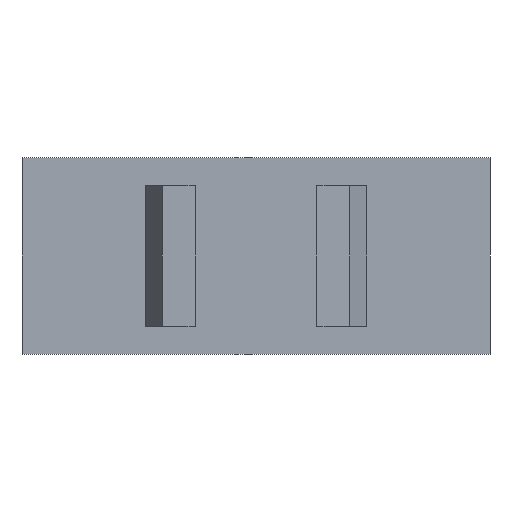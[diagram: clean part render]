
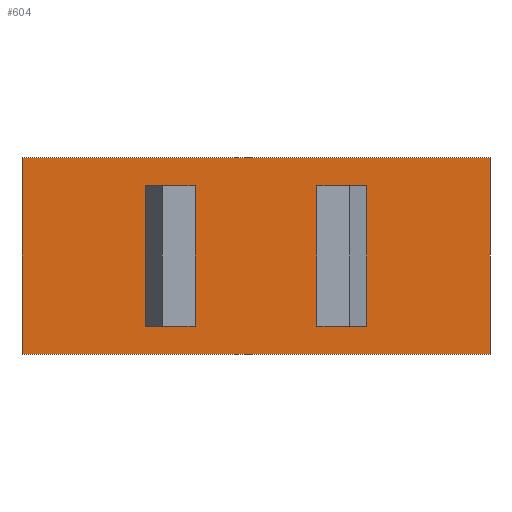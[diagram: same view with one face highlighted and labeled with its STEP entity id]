
A CAD part, front view. The second image highlights one B-rep face of the part: STEP entity #604.
In plain terms, the highlighted planar face has unit normal (0, -1, 0).
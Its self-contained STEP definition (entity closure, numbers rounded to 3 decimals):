
#58=DIRECTION('',(-1.,0.,0.));
#59=VECTOR('',#58,0.7);
#60=CARTESIAN_POINT('',(57.743,41.445,1.5));
#61=LINE('',#60,#59);
#121=DIRECTION('',(0.,0.,1.));
#122=VECTOR('',#121,3.);
#123=CARTESIAN_POINT('',(57.743,41.445,-1.5));
#124=LINE('',#123,#122);
#135=DIRECTION('',(1.,0.,0.));
#136=VECTOR('',#135,10.);
#137=CARTESIAN_POINT('',(54.043,41.445,-2.1));
#138=LINE('',#137,#136);
#142=DIRECTION('',(0.,0.,-1.));
#143=VECTOR('',#142,4.2);
#144=CARTESIAN_POINT('',(54.043,41.445,2.1));
#145=LINE('',#144,#143);
#149=DIRECTION('',(-1.,0.,0.));
#150=VECTOR('',#149,0.7);
#151=CARTESIAN_POINT('',(57.743,41.445,-1.5));
#152=LINE('',#151,#150);
#156=DIRECTION('',(0.,0.,-1.));
#157=VECTOR('',#156,3.);
#158=CARTESIAN_POINT('',(61.043,41.445,1.5));
#159=LINE('',#158,#157);
#163=DIRECTION('',(1.,0.,0.));
#164=VECTOR('',#163,0.7);
#165=CARTESIAN_POINT('',(60.343,41.445,1.5));
#166=LINE('',#165,#164);
#170=DIRECTION('',(0.,0.,1.));
#171=VECTOR('',#170,3.);
#172=CARTESIAN_POINT('',(60.343,41.445,-1.5));
#173=LINE('',#172,#171);
#191=DIRECTION('',(0.,0.,-1.));
#192=VECTOR('',#191,4.2);
#193=CARTESIAN_POINT('',(64.043,41.445,2.1));
#194=LINE('',#193,#192);
#226=DIRECTION('',(1.,0.,0.));
#227=VECTOR('',#226,10.);
#228=CARTESIAN_POINT('',(54.043,41.445,2.1));
#229=LINE('',#228,#227);
#247=DIRECTION('',(0.,0.,-1.));
#248=VECTOR('',#247,3.);
#249=CARTESIAN_POINT('',(57.043,41.445,1.5));
#250=LINE('',#249,#248);
#275=DIRECTION('',(1.,0.,0.));
#276=VECTOR('',#275,0.7);
#277=CARTESIAN_POINT('',(60.343,41.445,-1.5));
#278=LINE('',#277,#276);
#377=CARTESIAN_POINT('',(57.043,41.445,1.5));
#378=VERTEX_POINT('',#377);
#379=CARTESIAN_POINT('',(57.743,41.445,1.5));
#380=VERTEX_POINT('',#379);
#391=CARTESIAN_POINT('',(57.743,41.445,-1.5));
#392=VERTEX_POINT('',#391);
#393=CARTESIAN_POINT('',(57.043,41.445,-1.5));
#394=VERTEX_POINT('',#393);
#397=CARTESIAN_POINT('',(54.043,41.445,-2.1));
#398=CARTESIAN_POINT('',(64.043,41.445,-2.1));
#399=VERTEX_POINT('',#397);
#400=VERTEX_POINT('',#398);
#401=CARTESIAN_POINT('',(54.043,41.445,2.1));
#402=VERTEX_POINT('',#401);
#403=CARTESIAN_POINT('',(64.043,41.445,2.1));
#404=VERTEX_POINT('',#403);
#405=CARTESIAN_POINT('',(60.343,41.445,1.5));
#406=CARTESIAN_POINT('',(61.043,41.445,1.5));
#407=VERTEX_POINT('',#405);
#408=VERTEX_POINT('',#406);
#409=CARTESIAN_POINT('',(60.343,41.445,-1.5));
#410=VERTEX_POINT('',#409);
#411=CARTESIAN_POINT('',(61.043,41.445,-1.5));
#412=VERTEX_POINT('',#411);
#572=CARTESIAN_POINT('',(64.043,41.445,0.));
#573=DIRECTION('',(0.,-1.,0.));
#574=DIRECTION('',(-1.,0.,0.));
#575=AXIS2_PLACEMENT_3D('',#572,#573,#574);
#576=PLANE('',#575);
#578=ORIENTED_EDGE('',*,*,#577,.T.);
#580=ORIENTED_EDGE('',*,*,#579,.F.);
#582=ORIENTED_EDGE('',*,*,#581,.F.);
#584=ORIENTED_EDGE('',*,*,#583,.T.);
#585=EDGE_LOOP('',(#578,#580,#582,#584));
#586=FACE_OUTER_BOUND('',#585,.F.);
#588=ORIENTED_EDGE('',*,*,#587,.T.);
#589=ORIENTED_EDGE('',*,*,#518,.F.);
#590=ORIENTED_EDGE('',*,*,#559,.T.);
#591=ORIENTED_EDGE('',*,*,#448,.T.);
#592=EDGE_LOOP('',(#588,#589,#590,#591));
#593=FACE_BOUND('',#592,.F.);
#595=ORIENTED_EDGE('',*,*,#594,.F.);
#597=ORIENTED_EDGE('',*,*,#596,.F.);
#599=ORIENTED_EDGE('',*,*,#598,.F.);
#601=ORIENTED_EDGE('',*,*,#600,.T.);
#602=EDGE_LOOP('',(#595,#597,#599,#601));
#603=FACE_BOUND('',#602,.F.);
#448=EDGE_CURVE('',#380,#378,#61,.T.);
#518=EDGE_CURVE('',#392,#394,#152,.T.);
#559=EDGE_CURVE('',#392,#380,#124,.T.);
#577=EDGE_CURVE('',#404,#400,#194,.T.);
#579=EDGE_CURVE('',#399,#400,#138,.T.);
#581=EDGE_CURVE('',#402,#399,#145,.T.);
#583=EDGE_CURVE('',#402,#404,#229,.T.);
#587=EDGE_CURVE('',#378,#394,#250,.T.);
#594=EDGE_CURVE('',#408,#412,#159,.T.);
#596=EDGE_CURVE('',#407,#408,#166,.T.);
#598=EDGE_CURVE('',#410,#407,#173,.T.);
#600=EDGE_CURVE('',#410,#412,#278,.T.);
#604=ADVANCED_FACE('',(#586,#593,#603),#576,.T.);
